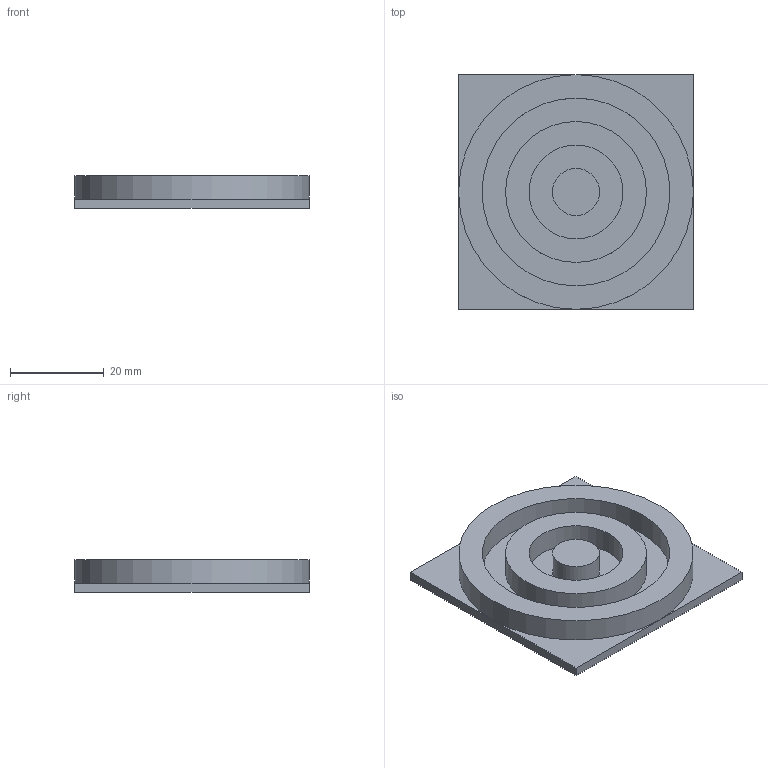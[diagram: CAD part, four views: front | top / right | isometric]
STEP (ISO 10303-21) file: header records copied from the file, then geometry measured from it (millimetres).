
FILE_DESCRIPTION(('FreeCAD Model'),'2;1');
FILE_NAME('bullseye.step', '2020-11-15T19:08:58',('Author'),(''), 'Open CASCADE STEP processor 7.4','FreeCAD','Unknown');
FILE_SCHEMA(('AUTOMOTIVE_DESIGN { 1 0 10303 214 1 1 1 1 }'));
Length unit declared in the file: millimetre
Products named in the file (1): Pad004
Bounding box: 50 x 50 x 7 mm (x, y, z)
Volume: 10890.5 mm3; surface area: 7756.2 mm2
Topology: 1 solids, 1 shells, 19 faces, 34 edges, 21 vertices
Faces by surface type: plane 14, cylinder 5
Full cylindrical faces by diameter (mm): 10 x1, 20 x1, 30 x1, 40 x1, 50 x1
Entity records: 924 total; most frequent: DIRECTION 155, CARTESIAN_POINT 143, LINE 76, VECTOR 76, ORIENTED_EDGE 68, PCURVE 68, DEFINITIONAL_REPRESENTATION 68, EDGE_CURVE 34
